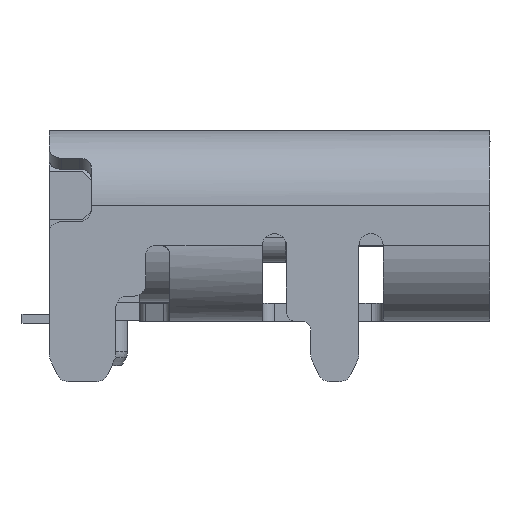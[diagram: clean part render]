
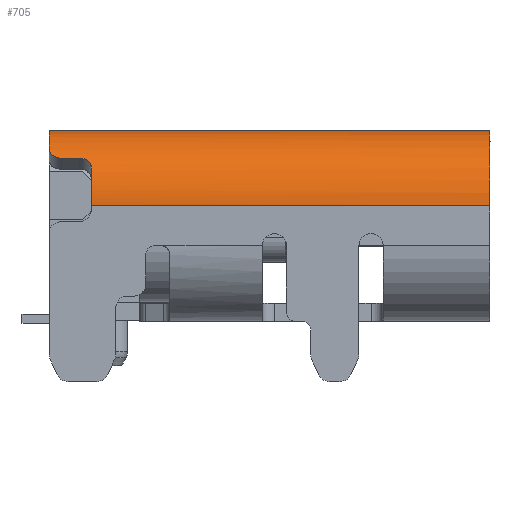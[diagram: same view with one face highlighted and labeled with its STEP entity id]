
A CAD part, left-side view. The second image highlights one B-rep face of the part: STEP entity #705.
In plain terms, the highlighted cylindrical face has radius 1.25 mm (diameter 2.5 mm), a partial arc.
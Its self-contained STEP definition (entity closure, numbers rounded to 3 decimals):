
#97=B_SPLINE_CURVE_WITH_KNOTS('',3,(#19216,#19217,#19218,#19219,#19220,
#19221,#19222,#19223,#19224,#19225,#19226,#19227,#19228,#19229,#19230,#19231),
 .UNSPECIFIED.,.F.,.F.,(4,3,3,3,3,4),(0.,0.215,0.429,
0.643,0.857,1.),.UNSPECIFIED.);
#99=B_SPLINE_CURVE_WITH_KNOTS('',3,(#19252,#19253,#19254,#19255,#19256,
#19257,#19258,#19259,#19260,#19261,#19262,#19263,#19264,#19265,#19266,#19267),
 .UNSPECIFIED.,.F.,.F.,(4,3,3,3,3,4),(0.,0.215,0.429,
0.642,0.855,1.),.UNSPECIFIED.);
#193=CYLINDRICAL_SURFACE('',#12988,1.25);
#705=ADVANCED_FACE('',(#1745),#193,.T.);
#1745=FACE_OUTER_BOUND('',#2360,.T.);
#2360=EDGE_LOOP('',(#5200,#5201,#5202,#5203,#5204,#5205,#5206,#5207,#5208,
#5209));
#2620=CIRCLE('',#12446,1.25);
#2764=CIRCLE('',#12947,1.25);
#2789=CIRCLE('',#12974,1.25);
#2790=CIRCLE('',#12978,1.25);
#2793=CIRCLE('',#12984,1.25);
#5200=ORIENTED_EDGE('',*,*,#8959,.T.);
#5201=ORIENTED_EDGE('',*,*,#8951,.F.);
#5202=ORIENTED_EDGE('',*,*,#8955,.T.);
#5203=ORIENTED_EDGE('',*,*,#8957,.F.);
#5204=ORIENTED_EDGE('',*,*,#7797,.F.);
#5205=ORIENTED_EDGE('',*,*,#8890,.F.);
#5206=ORIENTED_EDGE('',*,*,#8971,.F.);
#5207=ORIENTED_EDGE('',*,*,#8949,.T.);
#5208=ORIENTED_EDGE('',*,*,#8972,.F.);
#5209=ORIENTED_EDGE('',*,*,#8965,.F.);
#6609=VERTEX_POINT('',#16827);
#6620=VERTEX_POINT('',#16852);
#7353=VERTEX_POINT('',#19084);
#7391=VERTEX_POINT('',#19164);
#7410=VERTEX_POINT('',#19201);
#7412=VERTEX_POINT('',#19206);
#7413=VERTEX_POINT('',#19208);
#7415=VERTEX_POINT('',#19214);
#7417=VERTEX_POINT('',#19268);
#7420=VERTEX_POINT('',#19294);
#7797=EDGE_CURVE('',#6609,#6620,#2620,.T.);
#8890=EDGE_CURVE('',#7353,#6609,#2764,.T.);
#8949=EDGE_CURVE('',#7391,#7410,#2789,.T.);
#8951=EDGE_CURVE('',#7412,#7413,#10572,.T.);
#8955=EDGE_CURVE('',#7412,#7415,#97,.T.);
#8957=EDGE_CURVE('',#6620,#7415,#2790,.T.);
#8959=EDGE_CURVE('',#7417,#7413,#99,.T.);
#8965=EDGE_CURVE('',#7417,#7420,#2793,.T.);
#8971=EDGE_CURVE('',#7391,#7353,#10582,.T.);
#8972=EDGE_CURVE('',#7420,#7410,#10583,.T.);
#10572=LINE('',#19207,#12011);
#10582=LINE('',#19306,#12021);
#10583=LINE('',#19307,#12022);
#12011=VECTOR('',#15504,1.);
#12021=VECTOR('',#15538,1.);
#12022=VECTOR('',#15539,1.);
#12446=AXIS2_PLACEMENT_3D('',#16851,#13467,#13468);
#12947=AXIS2_PLACEMENT_3D('',#19083,#15411,#15412);
#12974=AXIS2_PLACEMENT_3D('',#19202,#15499,#15500);
#12978=AXIS2_PLACEMENT_3D('',#19249,#15512,#15513);
#12984=AXIS2_PLACEMENT_3D('',#19293,#15527,#15528);
#12988=AXIS2_PLACEMENT_3D('',#19308,#15540,#15541);
#13467=DIRECTION('',(0.,1.,0.));
#13468=DIRECTION('',(0.,0.,-1.));
#15411=DIRECTION('',(0.,1.,0.));
#15412=DIRECTION('',(0.,0.,-1.));
#15499=DIRECTION('',(0.,1.,0.));
#15500=DIRECTION('',(0.,0.,1.));
#15504=DIRECTION('',(0.,1.,0.));
#15512=DIRECTION('',(0.,1.,0.));
#15513=DIRECTION('',(0.,0.,-1.));
#15527=DIRECTION('',(0.,1.,0.));
#15528=DIRECTION('',(1.,0.,0.));
#15538=DIRECTION('',(0.,1.,0.));
#15539=DIRECTION('',(0.,-1.,0.));
#15540=DIRECTION('',(0.,-1.,0.));
#15541=DIRECTION('',(1.,0.,0.));
#16827=CARTESIAN_POINT('',(-41.455,1.8,7.198));
#16851=CARTESIAN_POINT('',(-40.22,1.8,7.005));
#16852=CARTESIAN_POINT('',(-41.397,1.8,7.425));
#19083=CARTESIAN_POINT('',(-40.22,1.8,7.005));
#19084=CARTESIAN_POINT('',(-41.47,1.8,7.005));
#19164=CARTESIAN_POINT('',(-41.47,-4.8,7.005));
#19201=CARTESIAN_POINT('',(-40.22,-4.8,8.255));
#19202=CARTESIAN_POINT('',(-40.22,-4.8,7.005));
#19206=CARTESIAN_POINT('',(-41.187,2.,7.797));
#19207=CARTESIAN_POINT('',(-41.187,6056937.691,7.797));
#19208=CARTESIAN_POINT('',(-41.187,2.3,7.797));
#19214=CARTESIAN_POINT('',(-41.301,1.8,7.632));
#19216=CARTESIAN_POINT('',(-41.187,2.,7.797));
#19217=CARTESIAN_POINT('',(-41.187,1.978,7.797));
#19218=CARTESIAN_POINT('',(-41.19,1.955,7.794));
#19219=CARTESIAN_POINT('',(-41.194,1.934,7.788));
#19220=CARTESIAN_POINT('',(-41.199,1.913,7.782));
#19221=CARTESIAN_POINT('',(-41.206,1.893,7.774));
#19222=CARTESIAN_POINT('',(-41.214,1.875,7.763));
#19223=CARTESIAN_POINT('',(-41.223,1.858,7.751));
#19224=CARTESIAN_POINT('',(-41.233,1.842,7.738));
#19225=CARTESIAN_POINT('',(-41.244,1.83,7.722));
#19226=CARTESIAN_POINT('',(-41.255,1.819,7.707));
#19227=CARTESIAN_POINT('',(-41.267,1.81,7.689));
#19228=CARTESIAN_POINT('',(-41.278,1.805,7.671));
#19229=CARTESIAN_POINT('',(-41.286,1.802,7.658));
#19230=CARTESIAN_POINT('',(-41.294,1.8,7.645));
#19231=CARTESIAN_POINT('',(-41.301,1.8,7.632));
#19249=CARTESIAN_POINT('',(-40.22,1.8,7.005));
#19252=CARTESIAN_POINT('',(-41.048,2.5,7.942));
#19253=CARTESIAN_POINT('',(-41.065,2.5,7.927));
#19254=CARTESIAN_POINT('',(-41.081,2.496,7.911));
#19255=CARTESIAN_POINT('',(-41.096,2.489,7.896));
#19256=CARTESIAN_POINT('',(-41.111,2.482,7.881));
#19257=CARTESIAN_POINT('',(-41.126,2.471,7.867));
#19258=CARTESIAN_POINT('',(-41.137,2.457,7.854));
#19259=CARTESIAN_POINT('',(-41.149,2.443,7.841));
#19260=CARTESIAN_POINT('',(-41.159,2.426,7.83));
#19261=CARTESIAN_POINT('',(-41.167,2.407,7.821));
#19262=CARTESIAN_POINT('',(-41.175,2.388,7.812));
#19263=CARTESIAN_POINT('',(-41.181,2.367,7.805));
#19264=CARTESIAN_POINT('',(-41.184,2.345,7.801));
#19265=CARTESIAN_POINT('',(-41.186,2.331,7.798));
#19266=CARTESIAN_POINT('',(-41.187,2.315,7.797));
#19267=CARTESIAN_POINT('',(-41.187,2.3,7.797));
#19268=CARTESIAN_POINT('',(-41.048,2.5,7.942));
#19293=CARTESIAN_POINT('',(-40.22,2.5,7.005));
#19294=CARTESIAN_POINT('',(-40.22,2.5,8.255));
#19306=CARTESIAN_POINT('',(-41.47,2.5,7.005));
#19307=CARTESIAN_POINT('',(-40.22,2.5,8.255));
#19308=CARTESIAN_POINT('',(-40.22,6056937.691,7.005));
